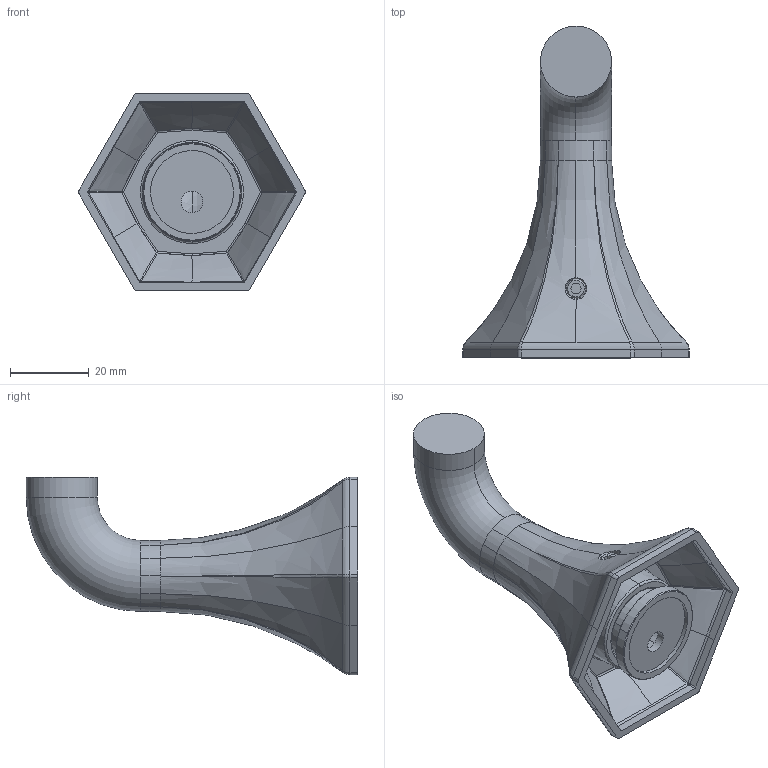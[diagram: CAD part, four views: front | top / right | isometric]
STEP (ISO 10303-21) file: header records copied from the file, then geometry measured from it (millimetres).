
FILE_DESCRIPTION(('CATIA V5 STEP Exchange'),'2;1');
FILE_NAME('CE 09040 0 Porta abito.stp','2019-02-22T11:21:30+00:00',('none'),('none'),'Version 5-6 Release 2013','CATIA V5 STEP AP203','none');
FILE_SCHEMA(('CONFIG_CONTROL_DESIGN'));
Length unit declared in the file: millimetre
Products named in the file (1): PR.0285.22_AllCATPart
Bounding box: 57.43 x 84 x 50 mm (x, y, z)
Volume: 25845.6 mm3; surface area: 19171 mm2
Topology: 3 solids, 3 shells, 267 faces, 614 edges, 335 vertices
Faces by surface type: bspline 118, cylinder 65, plane 40, cone 20, torus 12, sphere 12
Entity records: 17955 total; most frequent: CARTESIAN_POINT 13209, ORIENTED_EDGE 1176, EDGE_CURVE 588, DIRECTION 532, VERTEX_POINT 335, B_SPLINE_CURVE_WITH_KNOTS 318, EDGE_LOOP 279, ADVANCED_FACE 267
